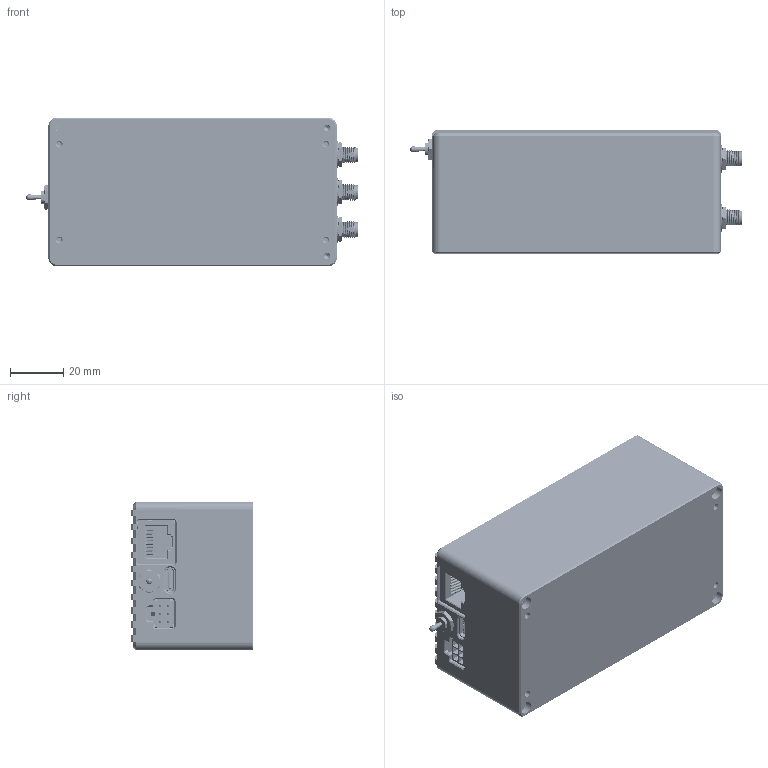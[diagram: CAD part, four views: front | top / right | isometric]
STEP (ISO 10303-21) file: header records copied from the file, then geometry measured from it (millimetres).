
FILE_DESCRIPTION (( 'STEP AP203' ), '1' );
FILE_NAME ('FDI_BASE_ESP_×°ÅäÌå20221112.STEP', '2024-04-23T08:50:33', ( '' ), ( '' ), 'SwSTEP 2.0', 'SolidWorks 2022', '' );
FILE_SCHEMA (( 'CONFIG_CONTROL_DESIGN' ));
Products named in the file (1): FDI_BASE_ESP_蚾饜极20221112
Bounding box: 124.38 x 46.07 x 55.5 mm (x, y, z)
Surface area: 104861.5 mm2 (no closed solid volume)
Topology: 0 solids, 151 shells, 6276 faces, 16639 edges, 10782 vertices
Faces by surface type: plane 3920, cylinder 1424, bspline 637, cone 261, torus 34
Entity records: 266320 total; most frequent: CARTESIAN_POINT 116480, ORIENTED_EDGE 33060, DIRECTION 27544, EDGE_CURVE 16543, VECTOR 11650, LINE 11650, VERTEX_POINT 10780, AXIS2_PLACEMENT_3D 7947
